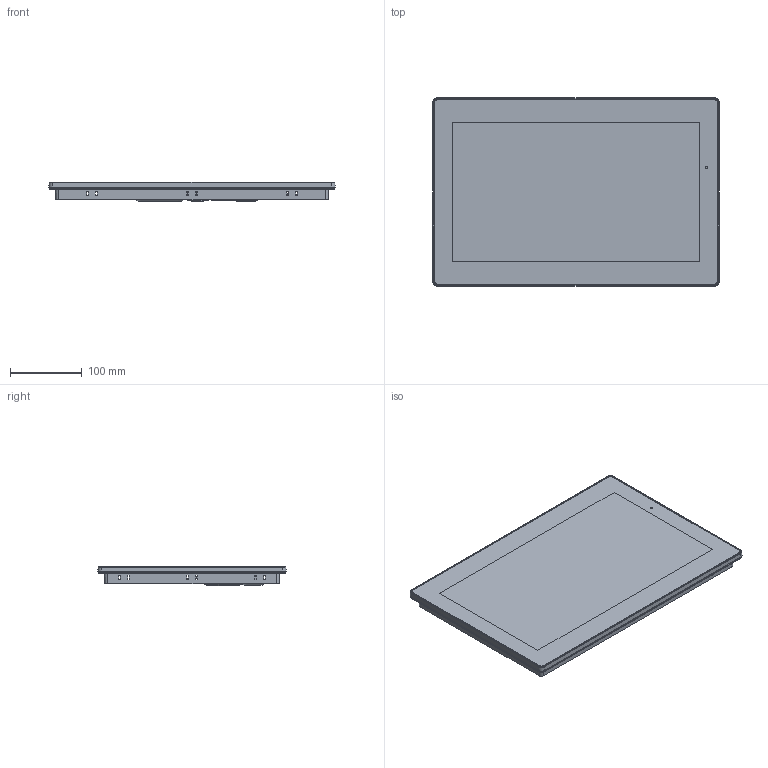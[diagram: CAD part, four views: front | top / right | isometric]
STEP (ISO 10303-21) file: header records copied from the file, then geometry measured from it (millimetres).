
FILE_DESCRIPTION (( 'STEP AP214' ), '1' );
FILE_NAME ('cMT2166X.STEP', '2023-10-24T09:34:44', ( '' ), ( '' ), 'SwSTEP 2.0', 'SolidWorks 2019', '' );
FILE_SCHEMA (( 'AUTOMOTIVE_DESIGN' ));
Length unit declared in the file: millimetre
Products named in the file (29): SHELL-3; WDBF-09-JFBV21.; SCREW_1-1; 3568B_15_V13  PCBA_230915; FEZCF6X10_190617; WDBM-09-JFBV21; PRT0002-1; PRT0001-2; PRT0001-4; COVER_LENS_190517; PRT0002_1-3; FEBCF6L20_230922; PRT0002-3; cMT2166X; VA_190517; 勝遠52F 8P8C DIP 屏蔽_后3.05; SHELL-1; SCREW_1-3; DINKLE_5EHDVC-XXP_1; RD004BIT0; flat countersunk head tapping screw_am_FLATCKT 3-type I-D-10-C; PRT0002_1-1; 97_asm_module_G156HAB01_0_190517; CVS7402M1RA-NH; SCREW-1; FEFCG2X11_211018; CUZA170-A005; FLFE16020_190725; SCREW-3
Assembly tree (39 placements, depth 4):
  cMT2166X
    FEFCG2X11_211018
    97_asm_module_G156HAB01_0_190517
      COVER_LENS_190517
      VA_190517
    FEZCF6X10_190617
    FLFE16020_190725
    3568B_15_V13  PCBA_230915
      RD004BIT0
      DINKLE_5EHDVC-XXP_1
      WDBF-09-JFBV21.
        SHELL-1
        PRT0001-2
        PRT0002-1
        PRT0002_1-1
        SCREW-1
        SCREW_1-1
      WDBM-09-JFBV21
        SHELL-3
        PRT0001-4
        PRT0002-3
        PRT0002_1-3
        SCREW-3
        SCREW_1-3
      CVS7402M1RA-NH  x2
      CUZA170-A005
      勝遠52F 8P8C DIP 屏蔽_后3.05  x2
    flat countersunk head tapping screw_am_FLATCKT 3-type I-D-10-C  x10
    FEBCF6L20_230922
Bounding box: 400 x 263 x 27.6 mm (x, y, z)
Volume: 500811.5 mm3; surface area: 593946.4 mm2
Topology: 46 solids, 50 shells, 6662 faces, 18445 edges, 12132 vertices
Faces by surface type: plane 3880, cylinder 1892, bspline 363, cone 327, torus 190, sphere 10
Entity records: 199498 total; most frequent: CARTESIAN_POINT 66267, ORIENTED_EDGE 28442, DIRECTION 24074, EDGE_CURVE 14281, VERTEX_POINT 9452, LINE 8922, VECTOR 8922, AXIS2_PLACEMENT_3D 7576
